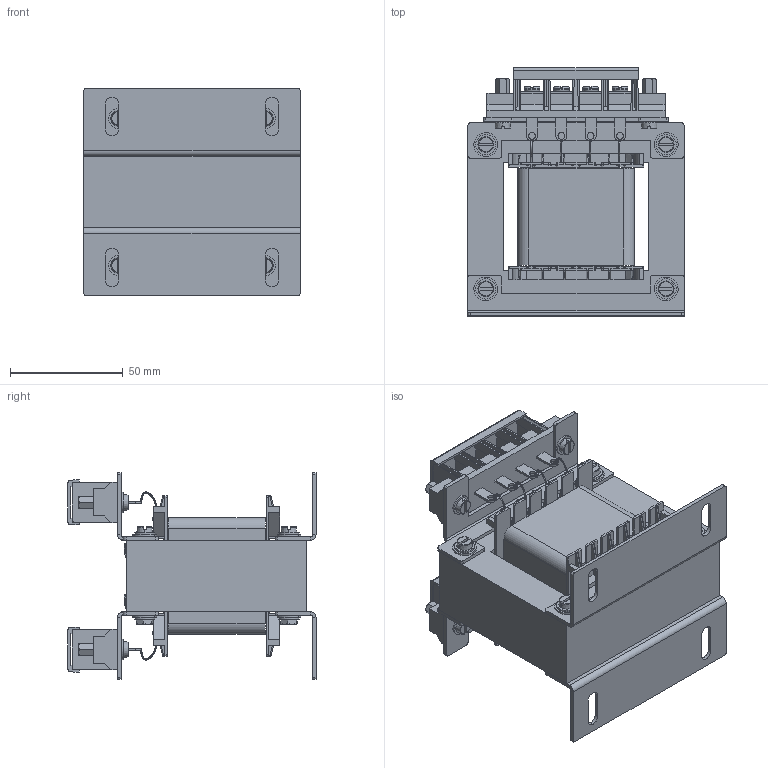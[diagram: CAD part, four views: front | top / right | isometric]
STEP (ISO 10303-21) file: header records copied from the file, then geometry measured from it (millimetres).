
FILE_DESCRIPTION (( 'STEP AP214' ), '1' );
FILE_NAME ('9402 STEP.STEP', '2025-04-11T11:45:34', ( '' ), ( '' ), 'SwSTEP 2.0', 'SolidWorks 2022', '' );
FILE_SCHEMA (( 'AUTOMOTIVE_DESIGN' ));
Length unit declared in the file: millimetre
Products named in the file (1): 9402 STEP
Bounding box: 96 x 110 x 91.75 mm (x, y, z)
Volume: 323630.1 mm3; surface area: 142124.1 mm2
Topology: 55 solids, 55 shells, 2851 faces, 7184 edges, 4470 vertices
Faces by surface type: plane 1673, cylinder 720, bspline 194, torus 136, cone 128
Entity records: 127485 total; most frequent: CARTESIAN_POINT 28994, ORIENTED_EDGE 14304, DIRECTION 12912, EDGE_CURVE 7152, VECTOR 4476, LINE 4476, VERTEX_POINT 4470, AXIS2_PLACEMENT_3D 4218
